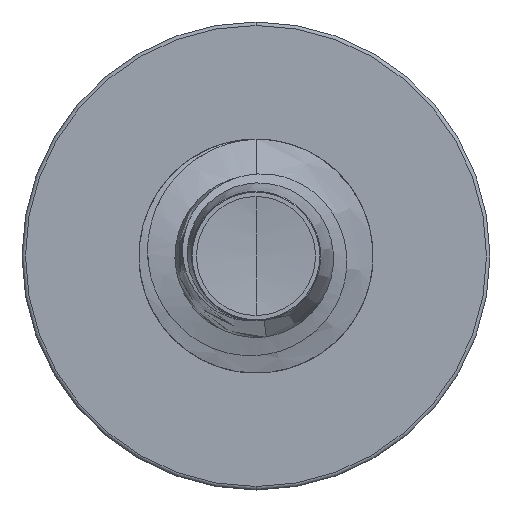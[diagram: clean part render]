
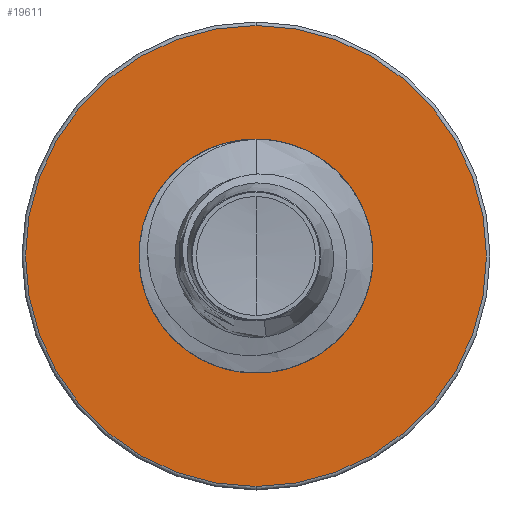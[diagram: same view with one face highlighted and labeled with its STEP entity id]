
A CAD part, front view. The second image highlights one B-rep face of the part: STEP entity #19611.
In plain terms, the highlighted planar face has unit normal (0, -1, 0).
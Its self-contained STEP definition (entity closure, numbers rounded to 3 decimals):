
#47 = VERTEX_POINT ( 'NONE', #2096 ) ;
#252 = CIRCLE ( 'NONE', #1305, 0.693 ) ;
#1305 = AXIS2_PLACEMENT_3D ( 'NONE', #8746, #20810, #10552 ) ;
#1716 = EDGE_LOOP ( 'NONE', ( #2517, #2653 ) ) ;
#2096 = CARTESIAN_POINT ( 'NONE',  ( 0., 7., 1.379 ) ) ;
#2104 = AXIS2_PLACEMENT_3D ( 'NONE', #16563, #5954, #18238 ) ;
#2383 = ORIENTED_EDGE ( 'NONE', *, *, #8227, .F. ) ;
#2476 = ORIENTED_EDGE ( 'NONE', *, *, #15156, .F. ) ;
#2517 = ORIENTED_EDGE ( 'NONE', *, *, #9169, .T. ) ;
#2653 = ORIENTED_EDGE ( 'NONE', *, *, #16066, .T. ) ;
#2812 = CIRCLE ( 'NONE', #2104, 1.379 ) ;
#2813 = DIRECTION ( 'NONE',  ( 0., 0., 1. ) ) ;
#3184 = CARTESIAN_POINT ( 'NONE',  ( 0., 7., -1.379 ) ) ;
#4635 = DIRECTION ( 'NONE',  ( 0., 1., 0. ) ) ;
#5282 = CIRCLE ( 'NONE', #22332, 1.379 ) ;
#5372 = FACE_OUTER_BOUND ( 'NONE', #19960, .T. ) ;
#5383 = CARTESIAN_POINT ( 'NONE',  ( 0., 7., 0. ) ) ;
#5954 = DIRECTION ( 'NONE',  ( 0., 1., 0. ) ) ;
#6126 = CARTESIAN_POINT ( 'NONE',  ( 0., 7., -0.693 ) ) ;
#6845 = AXIS2_PLACEMENT_3D ( 'NONE', #5383, #17698, #7155 ) ;
#7155 = DIRECTION ( 'NONE',  ( 0., 0., 1. ) ) ;
#8063 = DIRECTION ( 'NONE',  ( 0., 1., 0. ) ) ;
#8227 = EDGE_CURVE ( 'NONE', #47, #9025, #2812, .T. ) ;
#8746 = CARTESIAN_POINT ( 'NONE',  ( 0., 7., 0. ) ) ;
#9025 = VERTEX_POINT ( 'NONE', #3184 ) ;
#9169 = EDGE_CURVE ( 'NONE', #11989, #9600, #252, .T. ) ;
#9600 = VERTEX_POINT ( 'NONE', #6126 ) ;
#10163 = CARTESIAN_POINT ( 'NONE',  ( 0., 7., 0.693 ) ) ;
#10552 = DIRECTION ( 'NONE',  ( 0., 0., 1. ) ) ;
#11989 = VERTEX_POINT ( 'NONE', #10163 ) ;
#13288 = CIRCLE ( 'NONE', #6845, 0.693 ) ;
#13435 = CARTESIAN_POINT ( 'NONE',  ( 0., 7., -0.693 ) ) ;
#14257 = FACE_BOUND ( 'NONE', #1716, .T. ) ;
#15156 = EDGE_CURVE ( 'NONE', #9025, #47, #5282, .T. ) ;
#15223 = AXIS2_PLACEMENT_3D ( 'NONE', #13435, #8063, #2813 ) ;
#15243 = CARTESIAN_POINT ( 'NONE',  ( 0., 7., 0. ) ) ;
#16066 = EDGE_CURVE ( 'NONE', #9600, #11989, #13288, .T. ) ;
#16563 = CARTESIAN_POINT ( 'NONE',  ( 0., 7., 0. ) ) ;
#16977 = DIRECTION ( 'NONE',  ( 0., 0., 1. ) ) ;
#17698 = DIRECTION ( 'NONE',  ( 0., 1., 0. ) ) ;
#18238 = DIRECTION ( 'NONE',  ( 0., 0., 1. ) ) ;
#19611 = ADVANCED_FACE ( 'NONE', ( #5372, #14257 ), #21804, .F. ) ;
#19960 = EDGE_LOOP ( 'NONE', ( #2383, #2476 ) ) ;
#20810 = DIRECTION ( 'NONE',  ( 0., 1., 0. ) ) ;
#21804 = PLANE ( 'NONE',  #15223 ) ;
#22332 = AXIS2_PLACEMENT_3D ( 'NONE', #15243, #4635, #16977 ) ;
